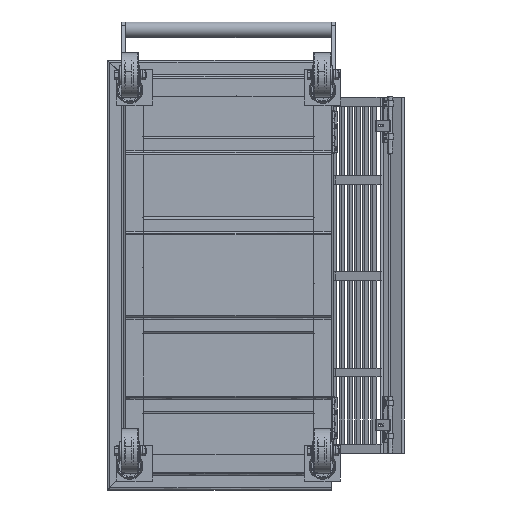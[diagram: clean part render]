
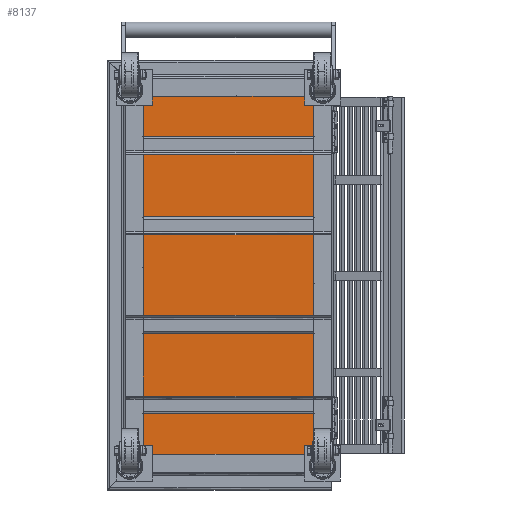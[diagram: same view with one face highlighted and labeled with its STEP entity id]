
A CAD part, front view. The second image highlights one B-rep face of the part: STEP entity #8137.
In plain terms, the highlighted free-form (B-spline) face has degree [1, 1] with [2, 2] control points.
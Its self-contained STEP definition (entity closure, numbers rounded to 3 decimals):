
#8017 = EDGE_CURVE('',#8018,#8020,#8022,.T.);
#8018 = VERTEX_POINT('',#8019);
#8019 = CARTESIAN_POINT('',(-670.808,-20.801,
    -397.339));
#8020 = VERTEX_POINT('',#8021);
#8021 = CARTESIAN_POINT('',(-670.808,-20.801,
    326.188));
#8022 = B_SPLINE_CURVE_WITH_KNOTS('',1,(#8023,#8024),.UNSPECIFIED.,.F.,
  .F.,(2,2),(0.,840.),.PIECEWISE_BEZIER_KNOTS.);
#8023 = CARTESIAN_POINT('',(-670.808,-20.801,
    -397.339));
#8024 = CARTESIAN_POINT('',(-670.808,-20.801,
    326.188));
#8053 = EDGE_CURVE('',#8020,#8054,#8056,.T.);
#8054 = VERTEX_POINT('',#8055);
#8055 = CARTESIAN_POINT('',(-304.738,-20.801,
    326.188));
#8056 = B_SPLINE_CURVE_WITH_KNOTS('',1,(#8057,#8058),.UNSPECIFIED.,.F.,
  .F.,(2,2),(0.,425.),.PIECEWISE_BEZIER_KNOTS.);
#8057 = CARTESIAN_POINT('',(-670.808,-20.801,
    326.188));
#8058 = CARTESIAN_POINT('',(-304.738,-20.801,
    326.188));
#8081 = EDGE_CURVE('',#8054,#8082,#8084,.T.);
#8082 = VERTEX_POINT('',#8083);
#8083 = CARTESIAN_POINT('',(-304.738,-20.801,
    -397.339));
#8084 = B_SPLINE_CURVE_WITH_KNOTS('',1,(#8085,#8086),.UNSPECIFIED.,.F.,
  .F.,(2,2),(-840.,0.),.PIECEWISE_BEZIER_KNOTS.);
#8085 = CARTESIAN_POINT('',(-304.738,-20.801,
    326.188));
#8086 = CARTESIAN_POINT('',(-304.738,-20.801,
    -397.339));
#8109 = EDGE_CURVE('',#8082,#8018,#8110,.T.);
#8110 = B_SPLINE_CURVE_WITH_KNOTS('',1,(#8111,#8112),.UNSPECIFIED.,.F.,
  .F.,(2,2),(-425.,0.),.PIECEWISE_BEZIER_KNOTS.);
#8111 = CARTESIAN_POINT('',(-304.738,-20.801,
    -397.339));
#8112 = CARTESIAN_POINT('',(-670.808,-20.801,
    -397.339));
#8137 = ADVANCED_FACE('',(#8138),#8144,.F.);
#8138 = FACE_BOUND('',#8139,.T.);
#8139 = EDGE_LOOP('',(#8140,#8141,#8142,#8143));
#8140 = ORIENTED_EDGE('',*,*,#8017,.F.);
#8141 = ORIENTED_EDGE('',*,*,#8109,.F.);
#8142 = ORIENTED_EDGE('',*,*,#8081,.F.);
#8143 = ORIENTED_EDGE('',*,*,#8053,.F.);
#8144 = B_SPLINE_SURFACE_WITH_KNOTS('',1,1,(
    (#8145,#8146)
    ,(#8147,#8148
    )),.UNSPECIFIED.,.F.,.F.,.F.,(2,2),(2,2),(-860.,-20.),(17.5,442.5),
  .PIECEWISE_BEZIER_KNOTS.);
#8145 = CARTESIAN_POINT('',(-670.808,-20.801,
    -397.339));
#8146 = CARTESIAN_POINT('',(-304.738,-20.801,
    -397.339));
#8147 = CARTESIAN_POINT('',(-670.808,-20.801,
    326.188));
#8148 = CARTESIAN_POINT('',(-304.738,-20.801,
    326.188));
